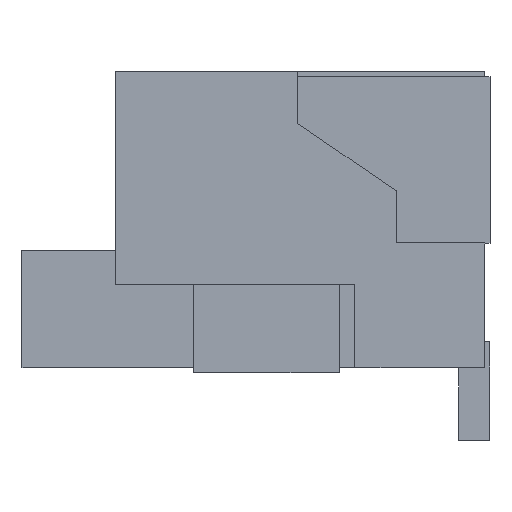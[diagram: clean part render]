
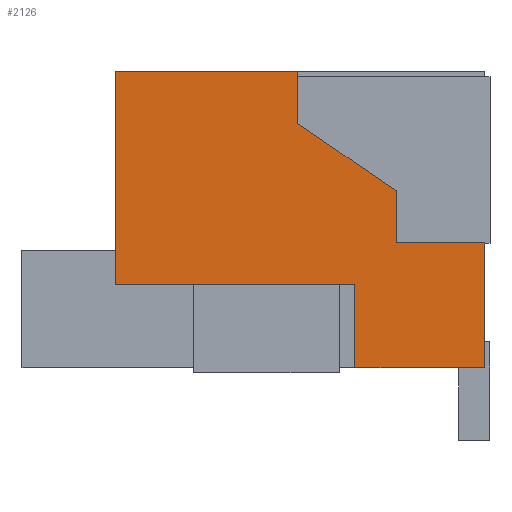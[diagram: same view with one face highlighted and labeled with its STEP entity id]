
A CAD part, left-side view. The second image highlights one B-rep face of the part: STEP entity #2126.
In plain terms, the highlighted planar face has unit normal (-1, 0, 0).
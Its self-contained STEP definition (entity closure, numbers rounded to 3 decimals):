
#579 = EDGE_CURVE ( 'NONE', #4872, #4838, #6227, .T. ) ;
#601 = CARTESIAN_POINT ( 'NONE',  ( -10., 0.1, 2.85 ) ) ;
#661 = CARTESIAN_POINT ( 'NONE',  ( -10., 0.1, 2.85 ) ) ;
#673 = VERTEX_POINT ( 'NONE', #7998 ) ;
#695 = EDGE_LOOP ( 'NONE', ( #1474, #6833, #4674, #811, #6355, #6996, #7527, #7420, #5686, #3908 ) ) ;
#754 = CARTESIAN_POINT ( 'NONE',  ( -10., 3.7, 2.85 ) ) ;
#811 = ORIENTED_EDGE ( 'NONE', *, *, #3142, .T. ) ;
#860 = DIRECTION ( 'NONE',  ( 0., 0., 1. ) ) ;
#875 = CARTESIAN_POINT ( 'NONE',  ( -10., 7.2, 2.85 ) ) ;
#887 = CARTESIAN_POINT ( 'NONE',  ( -10., 0.1, -2.85 ) ) ;
#934 = VERTEX_POINT ( 'NONE', #2044 ) ;
#1091 = LINE ( 'NONE', #7975, #7818 ) ;
#1157 = VECTOR ( 'NONE', #2116, 1000. ) ;
#1474 = ORIENTED_EDGE ( 'NONE', *, *, #5352, .T. ) ;
#1561 = PLANE ( 'NONE',  #5302 ) ;
#1894 = DIRECTION ( 'NONE',  ( 0., 1., 0. ) ) ;
#2044 = CARTESIAN_POINT ( 'NONE',  ( -10., 1.8, 0.55 ) ) ;
#2116 = DIRECTION ( 'NONE',  ( 0., -1., 0. ) ) ;
#2126 = ADVANCED_FACE ( 'NONE', ( #8022 ), #1561, .T. ) ;
#2273 = VECTOR ( 'NONE', #2997, 1000. ) ;
#2483 = CARTESIAN_POINT ( 'NONE',  ( -10., 1.8, -2.85 ) ) ;
#2495 = VERTEX_POINT ( 'NONE', #754 ) ;
#2567 = LINE ( 'NONE', #5533, #2273 ) ;
#2734 = LINE ( 'NONE', #601, #4029 ) ;
#2741 = DIRECTION ( 'NONE',  ( 0., -1., 0. ) ) ;
#2889 = EDGE_CURVE ( 'NONE', #3515, #2495, #6643, .T. ) ;
#2952 = EDGE_CURVE ( 'NONE', #4838, #6903, #4900, .T. ) ;
#2997 = DIRECTION ( 'NONE',  ( 0., 1., 0. ) ) ;
#3102 = EDGE_CURVE ( 'NONE', #934, #3515, #6026, .T. ) ;
#3142 = EDGE_CURVE ( 'NONE', #4361, #3705, #2567, .T. ) ;
#3202 = CARTESIAN_POINT ( 'NONE',  ( -10., 2.6, -1.25 ) ) ;
#3398 = CARTESIAN_POINT ( 'NONE',  ( -10., 0.1, -1.25 ) ) ;
#3419 = DIRECTION ( 'NONE',  ( 0., 0., -1. ) ) ;
#3497 = VECTOR ( 'NONE', #5136, 1000. ) ;
#3515 = VERTEX_POINT ( 'NONE', #7590 ) ;
#3616 = LINE ( 'NONE', #5740, #4095 ) ;
#3705 = VERTEX_POINT ( 'NONE', #7685 ) ;
#3857 = VECTOR ( 'NONE', #6332, 1000. ) ;
#3865 = DIRECTION ( 'NONE',  ( 0., 0., -1. ) ) ;
#3908 = ORIENTED_EDGE ( 'NONE', *, *, #2952, .T. ) ;
#4029 = VECTOR ( 'NONE', #5747, 1000. ) ;
#4095 = VECTOR ( 'NONE', #3865, 1000. ) ;
#4140 = DIRECTION ( 'NONE',  ( 0., 0.825, 0.565 ) ) ;
#4361 = VERTEX_POINT ( 'NONE', #7892 ) ;
#4493 = CARTESIAN_POINT ( 'NONE',  ( -10., 3.7, -2.85 ) ) ;
#4509 = VECTOR ( 'NONE', #3419, 1000. ) ;
#4674 = ORIENTED_EDGE ( 'NONE', *, *, #7910, .T. ) ;
#4838 = VERTEX_POINT ( 'NONE', #7271 ) ;
#4872 = VERTEX_POINT ( 'NONE', #875 ) ;
#4900 = LINE ( 'NONE', #3398, #1157 ) ;
#5067 = LINE ( 'NONE', #2483, #3857 ) ;
#5136 = DIRECTION ( 'NONE',  ( 0., 0., 1. ) ) ;
#5168 = VECTOR ( 'NONE', #1894, 1000. ) ;
#5302 = AXIS2_PLACEMENT_3D ( 'NONE', #887, #8031, #860 ) ;
#5352 = EDGE_CURVE ( 'NONE', #6903, #5598, #3616, .T. ) ;
#5376 = CARTESIAN_POINT ( 'NONE',  ( -10., 2.6, -2.85 ) ) ;
#5533 = CARTESIAN_POINT ( 'NONE',  ( -10., 0.1, -0.45 ) ) ;
#5598 = VERTEX_POINT ( 'NONE', #5376 ) ;
#5686 = ORIENTED_EDGE ( 'NONE', *, *, #579, .T. ) ;
#5740 = CARTESIAN_POINT ( 'NONE',  ( -10., 2.6, -2.85 ) ) ;
#5747 = DIRECTION ( 'NONE',  ( 0., 0., 1. ) ) ;
#5890 = LINE ( 'NONE', #661, #5168 ) ;
#6026 = LINE ( 'NONE', #7463, #6944 ) ;
#6227 = LINE ( 'NONE', #7308, #4509 ) ;
#6332 = DIRECTION ( 'NONE',  ( 0., 0., 1. ) ) ;
#6355 = ORIENTED_EDGE ( 'NONE', *, *, #6392, .T. ) ;
#6392 = EDGE_CURVE ( 'NONE', #3705, #934, #5067, .T. ) ;
#6541 = EDGE_CURVE ( 'NONE', #2495, #4872, #5890, .T. ) ;
#6643 = LINE ( 'NONE', #4493, #3497 ) ;
#6833 = ORIENTED_EDGE ( 'NONE', *, *, #7036, .T. ) ;
#6903 = VERTEX_POINT ( 'NONE', #3202 ) ;
#6944 = VECTOR ( 'NONE', #4140, 1000. ) ;
#6996 = ORIENTED_EDGE ( 'NONE', *, *, #3102, .T. ) ;
#7036 = EDGE_CURVE ( 'NONE', #5598, #673, #1091, .T. ) ;
#7271 = CARTESIAN_POINT ( 'NONE',  ( -10., 7.2, -1.25 ) ) ;
#7308 = CARTESIAN_POINT ( 'NONE',  ( -10., 7.2, -2.85 ) ) ;
#7420 = ORIENTED_EDGE ( 'NONE', *, *, #6541, .T. ) ;
#7463 = CARTESIAN_POINT ( 'NONE',  ( -10., 1.8, 0.55 ) ) ;
#7527 = ORIENTED_EDGE ( 'NONE', *, *, #2889, .T. ) ;
#7590 = CARTESIAN_POINT ( 'NONE',  ( -10., 3.7, 1.85 ) ) ;
#7685 = CARTESIAN_POINT ( 'NONE',  ( -10., 1.8, -0.45 ) ) ;
#7818 = VECTOR ( 'NONE', #2741, 1000. ) ;
#7892 = CARTESIAN_POINT ( 'NONE',  ( -10., 0.1, -0.45 ) ) ;
#7910 = EDGE_CURVE ( 'NONE', #673, #4361, #2734, .T. ) ;
#7975 = CARTESIAN_POINT ( 'NONE',  ( -10., 0.1, -2.85 ) ) ;
#7998 = CARTESIAN_POINT ( 'NONE',  ( -10., 0.1, -2.85 ) ) ;
#8022 = FACE_OUTER_BOUND ( 'NONE', #695, .T. ) ;
#8031 = DIRECTION ( 'NONE',  ( -1., 0., 0. ) ) ;
